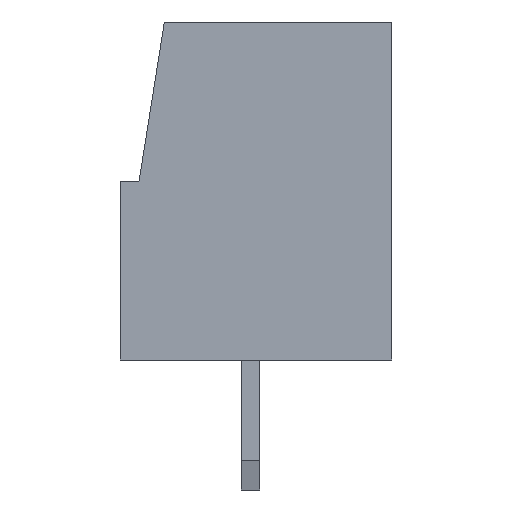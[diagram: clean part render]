
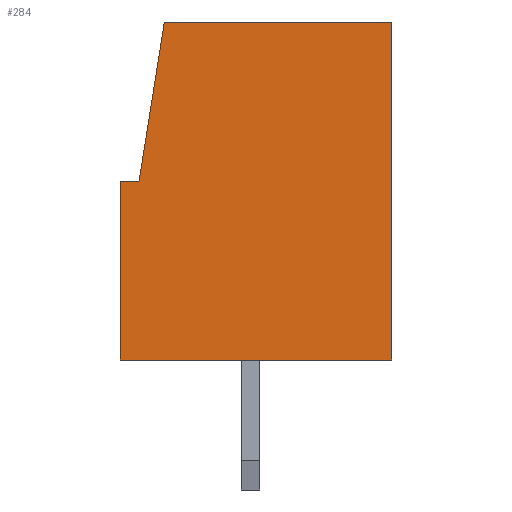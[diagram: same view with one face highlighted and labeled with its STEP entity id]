
A CAD part, left-side view. The second image highlights one B-rep face of the part: STEP entity #284.
In plain terms, the highlighted planar face has unit normal (-1, 0, 0).
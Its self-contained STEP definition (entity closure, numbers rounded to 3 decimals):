
#284 = ADVANCED_FACE( '', ( #642 ), #643, .F. );
#642 = FACE_OUTER_BOUND( '', #1095, .T. );
#643 = PLANE( '', #1096 );
#1095 = EDGE_LOOP( '', ( #1650, #1651, #1652, #1653, #1654, #1655 ) );
#1096 = AXIS2_PLACEMENT_3D( '', #1656, #1657, #1658 );
#1650 = ORIENTED_EDGE( '', *, *, #2969, .T. );
#1651 = ORIENTED_EDGE( '', *, *, #2970, .T. );
#1652 = ORIENTED_EDGE( '', *, *, #2958, .T. );
#1653 = ORIENTED_EDGE( '', *, *, #2971, .T. );
#1654 = ORIENTED_EDGE( '', *, *, #2972, .T. );
#1655 = ORIENTED_EDGE( '', *, *, #2973, .T. );
#1656 = CARTESIAN_POINT( '', ( -1.905, -8.03, -3.632 ) );
#1657 = DIRECTION( '', ( 1., 0., 0. ) );
#1658 = DIRECTION( '', ( 0., 0., 1. ) );
#2958 = EDGE_CURVE( '', #3590, #3591, #3592, .T. );
#2969 = EDGE_CURVE( '', #3610, #3611, #3612, .T. );
#2970 = EDGE_CURVE( '', #3611, #3590, #3613, .T. );
#2971 = EDGE_CURVE( '', #3591, #3614, #3615, .T. );
#2972 = EDGE_CURVE( '', #3614, #3616, #3617, .T. );
#2973 = EDGE_CURVE( '', #3616, #3610, #3618, .T. );
#3590 = VERTEX_POINT( '', #4490 );
#3591 = VERTEX_POINT( '', #4491 );
#3592 = LINE( '', #4492, #4493 );
#3610 = VERTEX_POINT( '', #4519 );
#3611 = VERTEX_POINT( '', #4520 );
#3612 = LINE( '', #4521, #4522 );
#3613 = LINE( '', #4523, #4524 );
#3614 = VERTEX_POINT( '', #4525 );
#3615 = LINE( '', #4526, #4527 );
#3616 = VERTEX_POINT( '', #4528 );
#3617 = LINE( '', #4529, #4530 );
#3618 = LINE( '', #4531, #4532 );
#4490 = CARTESIAN_POINT( '', ( -1.905, -1.181, 9.1 ) );
#4491 = CARTESIAN_POINT( '', ( -1.905, -0.5, 4.8 ) );
#4492 = CARTESIAN_POINT( '', ( -1.905, 0.26, 0. ) );
#4493 = VECTOR( '', #5486, 1000. );
#4519 = CARTESIAN_POINT( '', ( -1.905, -7.3, 0. ) );
#4520 = CARTESIAN_POINT( '', ( -1.905, -7.3, 9.1 ) );
#4521 = CARTESIAN_POINT( '', ( -1.905, -7.3, 0. ) );
#4522 = VECTOR( '', #5495, 1000. );
#4523 = CARTESIAN_POINT( '', ( -1.905, -3.5, 9.1 ) );
#4524 = VECTOR( '', #5496, 1000. );
#4525 = CARTESIAN_POINT( '', ( -1.905, 0., 4.8 ) );
#4526 = CARTESIAN_POINT( '', ( -1.905, -3.5, 4.8 ) );
#4527 = VECTOR( '', #5497, 1000. );
#4528 = CARTESIAN_POINT( '', ( -1.905, 0., 0. ) );
#4529 = CARTESIAN_POINT( '', ( -1.905, 0., 0. ) );
#4530 = VECTOR( '', #5498, 1000. );
#4531 = CARTESIAN_POINT( '', ( -1.905, -3.5, 0. ) );
#4532 = VECTOR( '', #5499, 1000. );
#5486 = DIRECTION( '', ( 0., 0.156, -0.988 ) );
#5495 = DIRECTION( '', ( 0., 0., 1. ) );
#5496 = DIRECTION( '', ( 0., 1., 0. ) );
#5497 = DIRECTION( '', ( 0., 1., 0. ) );
#5498 = DIRECTION( '', ( 0., 0., -1. ) );
#5499 = DIRECTION( '', ( 0., -1., 0. ) );
